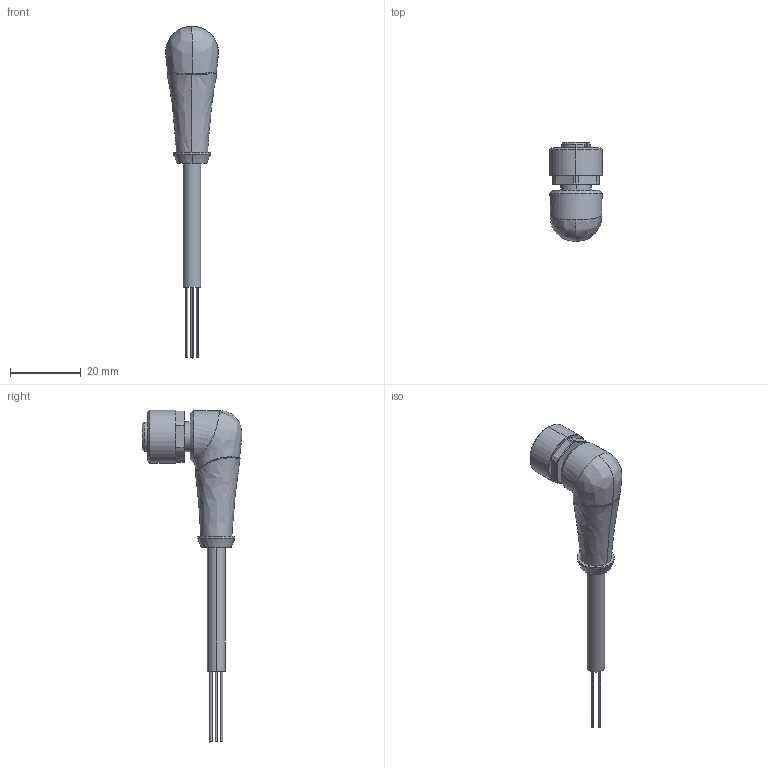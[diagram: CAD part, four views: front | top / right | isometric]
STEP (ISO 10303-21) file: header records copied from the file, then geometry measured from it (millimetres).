
FILE_DESCRIPTION (( 'STEP AP203' ), '1' );
FILE_NAME ('7700-12341-U040500.step', '2025-06-04T18:48:45', ( '' ), ( '' ), 'SwSTEP 2.0', 'SolidWorks 2024', '' );
FILE_SCHEMA (( 'CONFIG_CONTROL_DESIGN' ));
Length unit declared in the file: millimetre
Products named in the file (1): 7700-12341-U040500
Bounding box: 15 x 28.1 x 93.8 mm (x, y, z)
Volume: 6692.1 mm3; surface area: 3744.7 mm2
Topology: 1 solids, 1 shells, 109 faces, 257 edges, 164 vertices
Faces by surface type: cylinder 39, plane 33, cone 18, bspline 17, torus 2
Entity records: 6077 total; most frequent: CARTESIAN_POINT 3582, ORIENTED_EDGE 510, DIRECTION 481, EDGE_CURVE 255, AXIS2_PLACEMENT_3D 198, VERTEX_POINT 164, EDGE_LOOP 125, FACE_OUTER_BOUND 109
